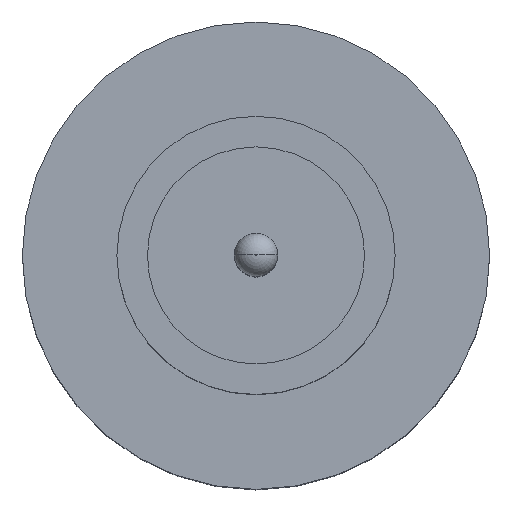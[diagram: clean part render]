
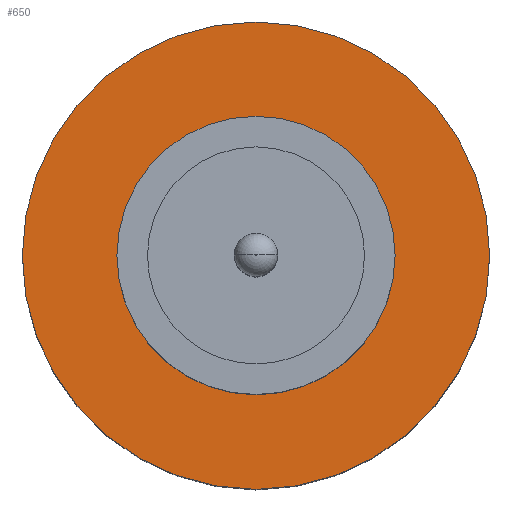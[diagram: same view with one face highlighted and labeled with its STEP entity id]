
A CAD part, top view. The second image highlights one B-rep face of the part: STEP entity #650.
In plain terms, the highlighted planar face has unit normal (0, 0, 1).
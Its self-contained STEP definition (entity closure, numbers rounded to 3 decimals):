
#9 = ORIENTED_EDGE ( 'NONE', *, *, #388, .T. ) ;
#42 = DIRECTION ( 'NONE',  ( 1., 0., 0. ) ) ;
#55 = EDGE_LOOP ( 'NONE', ( #244, #446 ) ) ;
#60 = CIRCLE ( 'NONE', #157, 1.25 ) ;
#80 = CARTESIAN_POINT ( 'NONE',  ( 0., 0., 1.55 ) ) ;
#88 = DIRECTION ( 'NONE',  ( 0., 0., 1. ) ) ;
#145 = DIRECTION ( 'NONE',  ( 0., 0., 1. ) ) ;
#157 = AXIS2_PLACEMENT_3D ( 'NONE', #80, #145, #616 ) ;
#159 = DIRECTION ( 'NONE',  ( 0., 0., 1. ) ) ;
#182 = VERTEX_POINT ( 'NONE', #384 ) ;
#194 = VERTEX_POINT ( 'NONE', #584 ) ;
#196 = EDGE_CURVE ( 'NONE', #194, #349, #626, .T. ) ;
#244 = ORIENTED_EDGE ( 'NONE', *, *, #741, .F. ) ;
#252 = FACE_BOUND ( 'NONE', #55, .T. ) ;
#295 = CARTESIAN_POINT ( 'NONE',  ( 0., 0., 1.55 ) ) ;
#319 = CARTESIAN_POINT ( 'NONE',  ( 0., 0., 1.55 ) ) ;
#320 = DIRECTION ( 'NONE',  ( 0., 0., 1. ) ) ;
#336 = CIRCLE ( 'NONE', #762, 1.25 ) ;
#349 = VERTEX_POINT ( 'NONE', #604 ) ;
#351 = DIRECTION ( 'NONE',  ( 1., 0., 0. ) ) ;
#373 = EDGE_CURVE ( 'NONE', #630, #182, #336, .T. ) ;
#384 = CARTESIAN_POINT ( 'NONE',  ( 1.25, 0., 1.55 ) ) ;
#388 = EDGE_CURVE ( 'NONE', #349, #194, #887, .T. ) ;
#394 = ORIENTED_EDGE ( 'NONE', *, *, #196, .T. ) ;
#396 = CARTESIAN_POINT ( 'NONE',  ( 0., 0., 1.55 ) ) ;
#414 = AXIS2_PLACEMENT_3D ( 'NONE', #319, #524, #42 ) ;
#446 = ORIENTED_EDGE ( 'NONE', *, *, #373, .F. ) ;
#524 = DIRECTION ( 'NONE',  ( 0., 0., 1. ) ) ;
#549 = EDGE_LOOP ( 'NONE', ( #394, #9 ) ) ;
#556 = DIRECTION ( 'NONE',  ( 1., 0., 0. ) ) ;
#584 = CARTESIAN_POINT ( 'NONE',  ( -2.1, 0., 1.55 ) ) ;
#604 = CARTESIAN_POINT ( 'NONE',  ( 2.1, 0., 1.55 ) ) ;
#616 = DIRECTION ( 'NONE',  ( 1., 0., 0. ) ) ;
#626 = CIRCLE ( 'NONE', #790, 2.1 ) ;
#630 = VERTEX_POINT ( 'NONE', #900 ) ;
#636 = CARTESIAN_POINT ( 'NONE',  ( 0., 0., 1.55 ) ) ;
#650 = ADVANCED_FACE ( 'NONE', ( #252, #782 ), #875, .T. ) ;
#674 = AXIS2_PLACEMENT_3D ( 'NONE', #295, #159, #556 ) ;
#741 = EDGE_CURVE ( 'NONE', #182, #630, #60, .T. ) ;
#762 = AXIS2_PLACEMENT_3D ( 'NONE', #636, #88, #351 ) ;
#782 = FACE_OUTER_BOUND ( 'NONE', #549, .T. ) ;
#790 = AXIS2_PLACEMENT_3D ( 'NONE', #396, #320, #810 ) ;
#810 = DIRECTION ( 'NONE',  ( 1., 0., 0. ) ) ;
#875 = PLANE ( 'NONE',  #414 ) ;
#887 = CIRCLE ( 'NONE', #674, 2.1 ) ;
#900 = CARTESIAN_POINT ( 'NONE',  ( -1.25, 0., 1.55 ) ) ;
